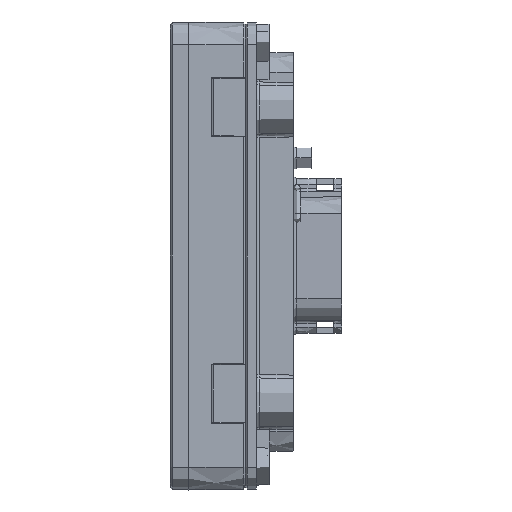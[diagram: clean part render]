
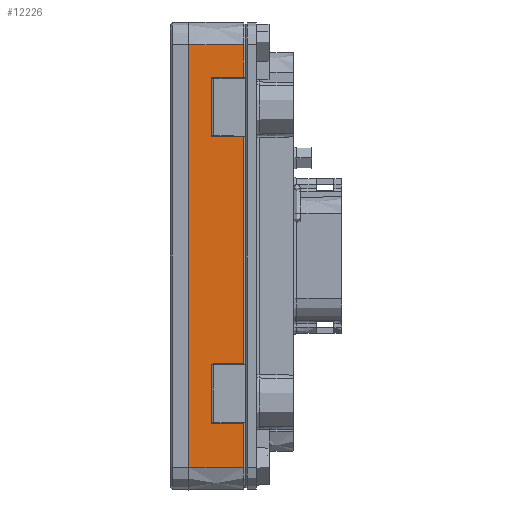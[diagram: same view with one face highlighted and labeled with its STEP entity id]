
A CAD part, left-side view. The second image highlights one B-rep face of the part: STEP entity #12226.
In plain terms, the highlighted planar face has unit normal (-1, -0.018, 0).
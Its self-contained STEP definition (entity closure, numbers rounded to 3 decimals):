
#139=DIRECTION('',(0.,0.,1.));
#140=VECTOR('',#139,114.753);
#141=CARTESIAN_POINT('',(-93.788,28.317,-57.376));
#142=LINE('',#141,#140);
#2145=DIRECTION('',(-0.017,1.,0.009));
#2146=VECTOR('',#2145,8.74);
#2147=CARTESIAN_POINT('',(-93.53,13.521,32.287));
#2148=LINE('',#2147,#2146);
#2239=DIRECTION('',(0.017,-1.,0.009));
#2240=VECTOR('',#2239,8.74);
#2241=CARTESIAN_POINT('',(-93.683,22.26,48.373));
#2242=LINE('',#2241,#2240);
#3668=DIRECTION('',(-0.017,1.,0.009));
#3669=VECTOR('',#3668,8.74);
#3670=CARTESIAN_POINT('',(-93.53,13.521,
-45.393));
#3671=LINE('',#3670,#3669);
#3746=DIRECTION('',(0.017,-1.,0.009));
#3747=VECTOR('',#3746,8.74);
#3748=CARTESIAN_POINT('',(-93.683,22.26,
-29.306));
#3749=LINE('',#3748,#3747);
#3807=DIRECTION('',(0.,0.,-1.));
#3808=VECTOR('',#3807,16.01);
#3809=CARTESIAN_POINT('',(-93.683,22.26,
-29.306));
#3810=LINE('',#3809,#3808);
#3811=DIRECTION('',(0.,0.,-1.));
#3812=VECTOR('',#3811,11.983);
#3813=CARTESIAN_POINT('',(-93.53,13.521,
-45.393));
#3814=LINE('',#3813,#3812);
#3815=DIRECTION('',(0.017,-1.,0.));
#3816=VECTOR('',#3815,14.798);
#3817=CARTESIAN_POINT('',(-93.788,28.317,57.376));
#3818=LINE('',#3817,#3816);
#3819=DIRECTION('',(0.,0.,-1.));
#3820=VECTOR('',#3819,8.927);
#3821=CARTESIAN_POINT('',(-93.53,13.521,57.376));
#3822=LINE('',#3821,#3820);
#3823=DIRECTION('',(0.,0.,-1.));
#3824=VECTOR('',#3823,16.01);
#3825=CARTESIAN_POINT('',(-93.683,22.26,48.373));
#3826=LINE('',#3825,#3824);
#3827=DIRECTION('',(0.,0.,-1.));
#3828=VECTOR('',#3827,61.517);
#3829=CARTESIAN_POINT('',(-93.53,13.521,32.287));
#3830=LINE('',#3829,#3828);
#4065=DIRECTION('',(0.017,-1.,0.));
#4066=VECTOR('',#4065,14.798);
#4067=CARTESIAN_POINT('',(-93.788,28.317,
-57.376));
#4068=LINE('',#4067,#4066);
#5314=CARTESIAN_POINT('',(-93.788,28.317,57.376));
#5315=VERTEX_POINT('',#5314);
#5316=CARTESIAN_POINT('',(-93.788,28.317,
-57.376));
#5317=VERTEX_POINT('',#5316);
#5376=CARTESIAN_POINT('',(-93.53,13.521,57.376));
#5377=VERTEX_POINT('',#5376);
#5382=CARTESIAN_POINT('',(-93.53,13.521,
-57.376));
#5384=VERTEX_POINT('',#5382);
#5410=CARTESIAN_POINT('',(-93.53,13.521,48.45));
#5411=VERTEX_POINT('',#5410);
#5412=CARTESIAN_POINT('',(-93.53,13.521,32.287));
#5413=CARTESIAN_POINT('',(-93.53,13.521,
-29.23));
#5414=VERTEX_POINT('',#5412);
#5415=VERTEX_POINT('',#5413);
#5416=CARTESIAN_POINT('',(-93.53,13.521,
-45.393));
#5417=VERTEX_POINT('',#5416);
#5426=CARTESIAN_POINT('',(-93.683,22.26,32.363));
#5427=VERTEX_POINT('',#5426);
#5428=CARTESIAN_POINT('',(-93.683,22.26,48.373));
#5429=VERTEX_POINT('',#5428);
#5430=CARTESIAN_POINT('',(-93.683,22.26,
-45.317));
#5431=VERTEX_POINT('',#5430);
#5432=CARTESIAN_POINT('',(-93.683,22.26,
-29.306));
#5433=VERTEX_POINT('',#5432);
#12201=CARTESIAN_POINT('',(-93.788,28.317,
-57.376));
#12202=DIRECTION('',(-1.,-0.017,0.));
#12203=DIRECTION('',(0.,0.,1.));
#12204=AXIS2_PLACEMENT_3D('',#12201,#12202,#12203);
#12205=PLANE('',#12204);
#12206=ORIENTED_EDGE('',*,*,#12194,.T.);
#12207=ORIENTED_EDGE('',*,*,#12001,.F.);
#12209=ORIENTED_EDGE('',*,*,#12208,.T.);
#12211=ORIENTED_EDGE('',*,*,#12210,.F.);
#12212=ORIENTED_EDGE('',*,*,#6599,.T.);
#12214=ORIENTED_EDGE('',*,*,#12213,.T.);
#12216=ORIENTED_EDGE('',*,*,#12215,.T.);
#12217=ORIENTED_EDGE('',*,*,#9398,.F.);
#12219=ORIENTED_EDGE('',*,*,#12218,.T.);
#12220=ORIENTED_EDGE('',*,*,#9261,.F.);
#12222=ORIENTED_EDGE('',*,*,#12221,.T.);
#12223=ORIENTED_EDGE('',*,*,#12118,.F.);
#12224=EDGE_LOOP('',(#12206,#12207,#12209,#12211,#12212,#12214,#12216,#12217,
#12219,#12220,#12222,#12223));
#12225=FACE_OUTER_BOUND('',#12224,.F.);
#12226=ADVANCED_FACE('',(#12225),#12205,.T.);
#6599=EDGE_CURVE('',#5317,#5315,#142,.T.);
#9261=EDGE_CURVE('',#5414,#5427,#2148,.T.);
#9398=EDGE_CURVE('',#5429,#5411,#2242,.T.);
#12001=EDGE_CURVE('',#5417,#5431,#3671,.T.);
#12118=EDGE_CURVE('',#5433,#5415,#3749,.T.);
#12194=EDGE_CURVE('',#5433,#5431,#3810,.T.);
#12208=EDGE_CURVE('',#5417,#5384,#3814,.T.);
#12210=EDGE_CURVE('',#5317,#5384,#4068,.T.);
#12213=EDGE_CURVE('',#5315,#5377,#3818,.T.);
#12215=EDGE_CURVE('',#5377,#5411,#3822,.T.);
#12218=EDGE_CURVE('',#5429,#5427,#3826,.T.);
#12221=EDGE_CURVE('',#5414,#5415,#3830,.T.);
